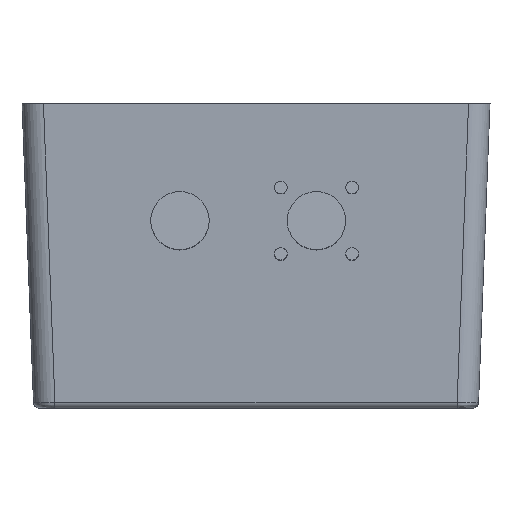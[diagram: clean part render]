
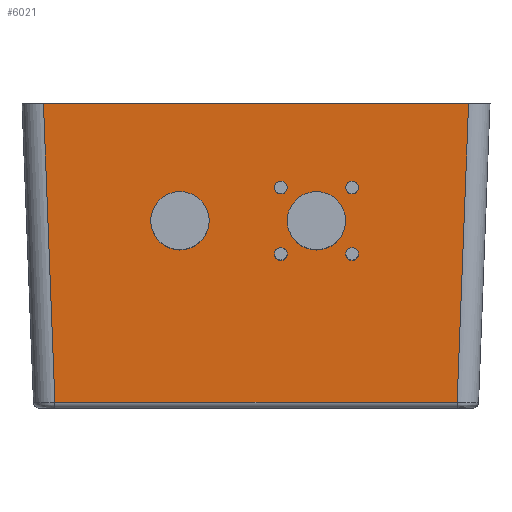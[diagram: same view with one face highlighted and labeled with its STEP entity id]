
A CAD part, left-side view. The second image highlights one B-rep face of the part: STEP entity #6021.
In plain terms, the highlighted planar face has unit normal (-0.999, 0, -0.038).
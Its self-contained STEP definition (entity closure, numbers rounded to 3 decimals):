
#64=FACE_BOUND('',#1252,.T.);
#65=FACE_BOUND('',#1253,.T.);
#66=FACE_BOUND('',#1254,.T.);
#67=FACE_BOUND('',#1255,.T.);
#68=FACE_BOUND('',#1256,.T.);
#69=FACE_BOUND('',#1257,.T.);
#557=PLANE('',#6455);
#882=FACE_OUTER_BOUND('',#1251,.T.);
#1251=EDGE_LOOP('',(#5508,#5509,#5510,#5511));
#1252=EDGE_LOOP('',(#5512,#5513));
#1253=EDGE_LOOP('',(#5514,#5515));
#1254=EDGE_LOOP('',(#5516,#5517));
#1255=EDGE_LOOP('',(#5518,#5519));
#1256=EDGE_LOOP('',(#5520,#5521));
#1257=EDGE_LOOP('',(#5522,#5523));
#1774=LINE('',#11453,#2281);
#1777=LINE('',#11540,#2284);
#1779=LINE('',#11543,#2286);
#1789=LINE('',#11599,#2296);
#2281=VECTOR('',#7712,76.67);
#2284=VECTOR('',#7739,76.67);
#2286=VECTOR('',#7743,103.126);
#2296=VECTOR('',#7773,109.008);
#2337=CIRCLE('',#6108,1.632);
#2338=CIRCLE('',#6109,1.632);
#2340=CIRCLE('',#6112,1.632);
#2341=CIRCLE('',#6113,1.632);
#2343=CIRCLE('',#6116,1.632);
#2344=CIRCLE('',#6117,1.632);
#2346=CIRCLE('',#6120,1.632);
#2347=CIRCLE('',#6121,1.632);
#2349=CIRCLE('',#6124,7.5);
#2350=CIRCLE('',#6125,7.5);
#2352=CIRCLE('',#6128,7.5);
#2353=CIRCLE('',#6129,7.5);
#2517=VERTEX_POINT('',#7962);
#2518=VERTEX_POINT('',#7963);
#2520=VERTEX_POINT('',#7970);
#2521=VERTEX_POINT('',#7971);
#2523=VERTEX_POINT('',#7978);
#2524=VERTEX_POINT('',#7979);
#2526=VERTEX_POINT('',#7986);
#2527=VERTEX_POINT('',#7987);
#2529=VERTEX_POINT('',#7994);
#2530=VERTEX_POINT('',#7995);
#2532=VERTEX_POINT('',#8002);
#2533=VERTEX_POINT('',#8003);
#3015=VERTEX_POINT('',#11440);
#3019=VERTEX_POINT('',#11449);
#3029=VERTEX_POINT('',#11531);
#3032=VERTEX_POINT('',#11538);
#3117=EDGE_CURVE('',#2517,#2518,#2337,.T.);
#3118=EDGE_CURVE('',#2518,#2517,#2338,.T.);
#3121=EDGE_CURVE('',#2520,#2521,#2340,.T.);
#3122=EDGE_CURVE('',#2521,#2520,#2341,.T.);
#3125=EDGE_CURVE('',#2523,#2524,#2343,.T.);
#3126=EDGE_CURVE('',#2524,#2523,#2344,.T.);
#3129=EDGE_CURVE('',#2526,#2527,#2346,.T.);
#3130=EDGE_CURVE('',#2527,#2526,#2347,.T.);
#3133=EDGE_CURVE('',#2529,#2530,#2349,.T.);
#3134=EDGE_CURVE('',#2530,#2529,#2350,.T.);
#3137=EDGE_CURVE('',#2532,#2533,#2352,.T.);
#3138=EDGE_CURVE('',#2533,#2532,#2353,.T.);
#3871=EDGE_CURVE('',#3015,#3019,#1774,.T.);
#3884=EDGE_CURVE('',#3032,#3029,#1777,.T.);
#3886=EDGE_CURVE('',#3029,#3015,#1779,.T.);
#3901=EDGE_CURVE('',#3019,#3032,#1789,.T.);
#5508=ORIENTED_EDGE('',*,*,#3871,.F.);
#5509=ORIENTED_EDGE('',*,*,#3886,.F.);
#5510=ORIENTED_EDGE('',*,*,#3884,.F.);
#5511=ORIENTED_EDGE('',*,*,#3901,.F.);
#5512=ORIENTED_EDGE('',*,*,#3117,.T.);
#5513=ORIENTED_EDGE('',*,*,#3118,.T.);
#5514=ORIENTED_EDGE('',*,*,#3121,.T.);
#5515=ORIENTED_EDGE('',*,*,#3122,.T.);
#5516=ORIENTED_EDGE('',*,*,#3125,.T.);
#5517=ORIENTED_EDGE('',*,*,#3126,.T.);
#5518=ORIENTED_EDGE('',*,*,#3129,.T.);
#5519=ORIENTED_EDGE('',*,*,#3130,.T.);
#5520=ORIENTED_EDGE('',*,*,#3133,.T.);
#5521=ORIENTED_EDGE('',*,*,#3134,.T.);
#5522=ORIENTED_EDGE('',*,*,#3137,.T.);
#5523=ORIENTED_EDGE('',*,*,#3138,.T.);
#6021=ADVANCED_FACE('',(#882,#64,#65,#66,#67,#68,#69),#557,.T.);
#6108=AXIS2_PLACEMENT_3D('',#7964,#6625,#6626);
#6109=AXIS2_PLACEMENT_3D('',#7965,#6627,#6628);
#6112=AXIS2_PLACEMENT_3D('',#7972,#6634,#6635);
#6113=AXIS2_PLACEMENT_3D('',#7973,#6636,#6637);
#6116=AXIS2_PLACEMENT_3D('',#7980,#6643,#6644);
#6117=AXIS2_PLACEMENT_3D('',#7981,#6645,#6646);
#6120=AXIS2_PLACEMENT_3D('',#7988,#6652,#6653);
#6121=AXIS2_PLACEMENT_3D('',#7989,#6654,#6655);
#6124=AXIS2_PLACEMENT_3D('',#7996,#6661,#6662);
#6125=AXIS2_PLACEMENT_3D('',#7997,#6663,#6664);
#6128=AXIS2_PLACEMENT_3D('',#8004,#6670,#6671);
#6129=AXIS2_PLACEMENT_3D('',#8005,#6672,#6673);
#6455=AXIS2_PLACEMENT_3D('',#11598,#7771,#7772);
#6625=DIRECTION('center_axis',(0.999,0.,
0.038));
#6626=DIRECTION('ref_axis',(-0.038,0.,0.999));
#6627=DIRECTION('center_axis',(0.999,0.,
0.038));
#6628=DIRECTION('ref_axis',(-0.038,0.,0.999));
#6634=DIRECTION('center_axis',(0.999,0.,
0.038));
#6635=DIRECTION('ref_axis',(-0.038,0.,0.999));
#6636=DIRECTION('center_axis',(0.999,0.,
0.038));
#6637=DIRECTION('ref_axis',(-0.038,0.,0.999));
#6643=DIRECTION('center_axis',(0.999,0.,
0.038));
#6644=DIRECTION('ref_axis',(-0.038,0.,0.999));
#6645=DIRECTION('center_axis',(0.999,0.,
0.038));
#6646=DIRECTION('ref_axis',(-0.038,0.,0.999));
#6652=DIRECTION('center_axis',(0.999,0.,
0.038));
#6653=DIRECTION('ref_axis',(-0.038,0.,0.999));
#6654=DIRECTION('center_axis',(0.999,0.,
0.038));
#6655=DIRECTION('ref_axis',(-0.038,0.,0.999));
#6661=DIRECTION('center_axis',(0.999,0.,
0.038));
#6662=DIRECTION('ref_axis',(-0.038,0.,0.999));
#6663=DIRECTION('center_axis',(0.999,0.,
0.038));
#6664=DIRECTION('ref_axis',(-0.038,0.,0.999));
#6670=DIRECTION('center_axis',(0.999,0.,
0.038));
#6671=DIRECTION('ref_axis',(-0.038,0.,0.999));
#6672=DIRECTION('center_axis',(0.999,0.,
0.038));
#6673=DIRECTION('ref_axis',(-0.038,0.,0.999));
#7712=DIRECTION('',(-0.038,0.038,0.999));
#7739=DIRECTION('',(0.038,0.038,-0.999));
#7743=DIRECTION('',(0.,1.,0.));
#7771=DIRECTION('center_axis',(-0.999,0.,
-0.038));
#7772=DIRECTION('ref_axis',(0.,1.,0.));
#7773=DIRECTION('',(0.,-1.,0.));
#7962=CARTESIAN_POINT('',(-92.583,-24.632,-36.874));
#7963=CARTESIAN_POINT('',(-92.458,-24.632,-40.135));
#7964=CARTESIAN_POINT('Origin',(-92.521,-24.632,-38.504));
#7965=CARTESIAN_POINT('Origin',(-92.521,-24.632,-38.504));
#7970=CARTESIAN_POINT('',(-93.239,-6.376,-19.821));
#7971=CARTESIAN_POINT('',(-93.113,-6.376,-23.082));
#7972=CARTESIAN_POINT('Origin',(-93.176,-6.376,-21.451));
#7973=CARTESIAN_POINT('Origin',(-93.176,-6.376,-21.451));
#7978=CARTESIAN_POINT('',(-93.239,-24.632,-19.821));
#7979=CARTESIAN_POINT('',(-93.113,-24.632,-23.082));
#7980=CARTESIAN_POINT('Origin',(-93.176,-24.632,-21.451));
#7981=CARTESIAN_POINT('Origin',(-93.176,-24.632,-21.451));
#7986=CARTESIAN_POINT('',(-92.583,-6.376,-36.874));
#7987=CARTESIAN_POINT('',(-92.458,-6.376,-40.135));
#7988=CARTESIAN_POINT('Origin',(-92.521,-6.376,-38.504));
#7989=CARTESIAN_POINT('Origin',(-92.521,-6.376,-38.504));
#7994=CARTESIAN_POINT('',(-93.136,19.496,-22.483));
#7995=CARTESIAN_POINT('',(-92.56,19.496,-37.472));
#7996=CARTESIAN_POINT('Origin',(-92.848,19.496,-29.978));
#7997=CARTESIAN_POINT('Origin',(-92.848,19.496,-29.978));
#8002=CARTESIAN_POINT('',(-93.136,-15.504,-22.483));
#8003=CARTESIAN_POINT('',(-92.56,-15.504,-37.472));
#8004=CARTESIAN_POINT('Origin',(-92.848,-15.504,-29.978));
#8005=CARTESIAN_POINT('Origin',(-92.848,-15.504,-29.978));
#11440=CARTESIAN_POINT('',(-91.059,51.563,-76.558));
#11449=CARTESIAN_POINT('',(-94.,54.504,0.));
#11453=CARTESIAN_POINT('',(-93.895,54.399,-2.739));
#11531=CARTESIAN_POINT('',(-91.059,-51.563,-76.558));
#11538=CARTESIAN_POINT('',(-94.,-54.504,0.));
#11540=CARTESIAN_POINT('',(-93.895,-54.399,-2.739));
#11543=CARTESIAN_POINT('',(-91.059,0.,-76.558));
#11598=CARTESIAN_POINT('Origin',(-94.,0.,0.));
#11599=CARTESIAN_POINT('',(-94.,60.,0.));
